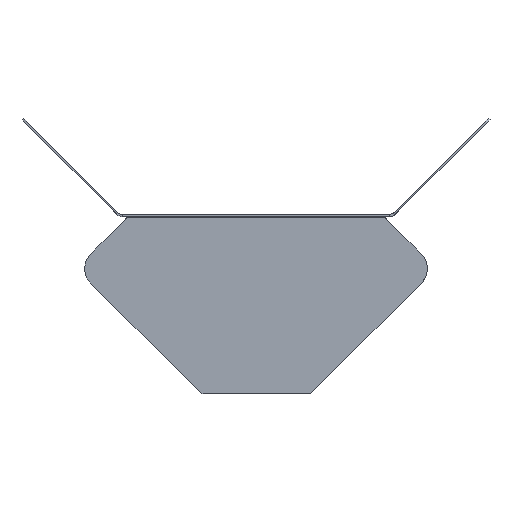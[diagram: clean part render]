
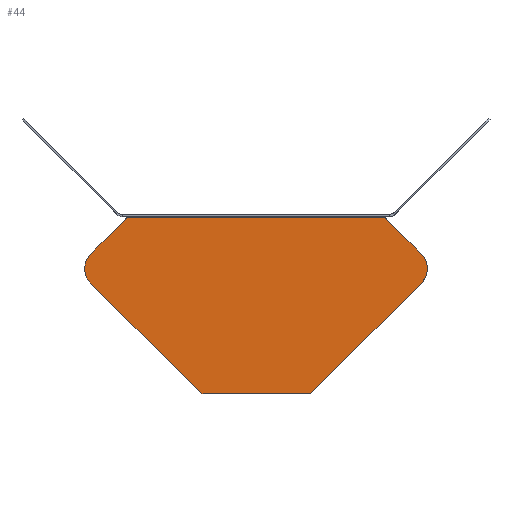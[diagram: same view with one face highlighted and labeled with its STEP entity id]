
A CAD part, top view. The second image highlights one B-rep face of the part: STEP entity #44.
In plain terms, the highlighted planar face has unit normal (0, 0, 1).
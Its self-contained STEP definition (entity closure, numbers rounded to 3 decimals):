
#44=ADVANCED_FACE('',(#95),#771,.T.);
#95=FACE_OUTER_BOUND('',#146,.T.);
#146=EDGE_LOOP('',(#296,#297,#298,#299,#300,#301,#302,#303,#304,#305,#306,
#307,#308));
#296=ORIENTED_EDGE('',*,*,#495,.F.);
#297=ORIENTED_EDGE('',*,*,#489,.T.);
#298=ORIENTED_EDGE('',*,*,#467,.T.);
#299=ORIENTED_EDGE('',*,*,#485,.T.);
#300=ORIENTED_EDGE('',*,*,#517,.F.);
#301=ORIENTED_EDGE('',*,*,#515,.F.);
#302=ORIENTED_EDGE('',*,*,#512,.F.);
#303=ORIENTED_EDGE('',*,*,#509,.F.);
#304=ORIENTED_EDGE('',*,*,#488,.F.);
#305=ORIENTED_EDGE('',*,*,#505,.F.);
#306=ORIENTED_EDGE('',*,*,#502,.F.);
#307=ORIENTED_EDGE('',*,*,#487,.F.);
#308=ORIENTED_EDGE('',*,*,#499,.F.);
#467=EDGE_CURVE('',#694,#695,#612,.T.);
#485=EDGE_CURVE('',#695,#704,#549,.T.);
#487=EDGE_CURVE('',#706,#707,#551,.T.);
#488=EDGE_CURVE('',#712,#711,#626,.T.);
#489=EDGE_CURVE('',#715,#694,#552,.T.);
#495=EDGE_CURVE('',#715,#714,#630,.T.);
#499=EDGE_CURVE('',#714,#706,#556,.T.);
#502=EDGE_CURVE('',#707,#713,#635,.T.);
#505=EDGE_CURVE('',#713,#712,#557,.T.);
#509=EDGE_CURVE('',#711,#710,#559,.T.);
#512=EDGE_CURVE('',#710,#709,#641,.T.);
#515=EDGE_CURVE('',#709,#708,#561,.T.);
#517=EDGE_CURVE('',#708,#704,#644,.T.);
#549=(
BOUNDED_CURVE()
B_SPLINE_CURVE(2,(#1435,#1436,#1437),.UNSPECIFIED.,.F.,.F.)
B_SPLINE_CURVE_WITH_KNOTS((3,3),(0.,1.077),.UNSPECIFIED.)
CURVE()
GEOMETRIC_REPRESENTATION_ITEM()
RATIONAL_B_SPLINE_CURVE((1.,0.964,1.))
REPRESENTATION_ITEM('')
);
#551=(
BOUNDED_CURVE()
B_SPLINE_CURVE(2,(#1441,#1442,#1443),.UNSPECIFIED.,.F.,.F.)
B_SPLINE_CURVE_WITH_KNOTS((3,3),(-11.781,0.),.UNSPECIFIED.)
CURVE()
GEOMETRIC_REPRESENTATION_ITEM()
RATIONAL_B_SPLINE_CURVE((1.,0.924,1.))
REPRESENTATION_ITEM('')
);
#552=(
BOUNDED_CURVE()
B_SPLINE_CURVE(2,(#1446,#1447,#1448),.UNSPECIFIED.,.F.,.F.)
B_SPLINE_CURVE_WITH_KNOTS((3,3),(0.,1.077),.UNSPECIFIED.)
CURVE()
GEOMETRIC_REPRESENTATION_ITEM()
RATIONAL_B_SPLINE_CURVE((1.,0.964,1.))
REPRESENTATION_ITEM('')
);
#556=(
BOUNDED_CURVE()
B_SPLINE_CURVE(2,(#1470,#1471,#1472),.UNSPECIFIED.,.F.,.F.)
B_SPLINE_CURVE_WITH_KNOTS((3,3),(-11.781,0.),.UNSPECIFIED.)
CURVE()
GEOMETRIC_REPRESENTATION_ITEM()
RATIONAL_B_SPLINE_CURVE((1.,0.924,1.))
REPRESENTATION_ITEM('')
);
#557=(
BOUNDED_CURVE()
B_SPLINE_CURVE(2,(#1483,#1484,#1485),.UNSPECIFIED.,.F.,.F.)
B_SPLINE_CURVE_WITH_KNOTS((3,3),(-3.927,0.),.UNSPECIFIED.)
CURVE()
GEOMETRIC_REPRESENTATION_ITEM()
RATIONAL_B_SPLINE_CURVE((1.,0.924,1.))
REPRESENTATION_ITEM('')
);
#559=(
BOUNDED_CURVE()
B_SPLINE_CURVE(2,(#1493,#1494,#1495),.UNSPECIFIED.,.F.,.F.)
B_SPLINE_CURVE_WITH_KNOTS((3,3),(-3.927,0.),.UNSPECIFIED.)
CURVE()
GEOMETRIC_REPRESENTATION_ITEM()
RATIONAL_B_SPLINE_CURVE((1.,0.924,1.))
REPRESENTATION_ITEM('')
);
#561=(
BOUNDED_CURVE()
B_SPLINE_CURVE(2,(#1507,#1508,#1509),.UNSPECIFIED.,.F.,.F.)
B_SPLINE_CURVE_WITH_KNOTS((3,3),(-23.562,0.),.UNSPECIFIED.)
CURVE()
GEOMETRIC_REPRESENTATION_ITEM()
RATIONAL_B_SPLINE_CURVE((1.,0.707,1.))
REPRESENTATION_ITEM('')
);
#612=B_SPLINE_CURVE_WITH_KNOTS('',1,(#1387,#1388),.UNSPECIFIED.,.F.,.F.,
(2,2),(0.,190.121),.UNSPECIFIED.);
#626=B_SPLINE_CURVE_WITH_KNOTS('',1,(#1444,#1445),.UNSPECIFIED.,.F.,.F.,
(2,2),(-75.9,0.),.UNSPECIFIED.);
#630=B_SPLINE_CURVE_WITH_KNOTS('',1,(#1461,#1462),.UNSPECIFIED.,.F.,.F.,
(2,2),(-36.159,0.),.UNSPECIFIED.);
#635=B_SPLINE_CURVE_WITH_KNOTS('',1,(#1477,#1478),.UNSPECIFIED.,.F.,.F.,
(2,2),(-112.668,0.),.UNSPECIFIED.);
#641=B_SPLINE_CURVE_WITH_KNOTS('',1,(#1501,#1502),.UNSPECIFIED.,.F.,.F.,
(2,2),(-112.668,0.),.UNSPECIFIED.);
#644=B_SPLINE_CURVE_WITH_KNOTS('',1,(#1513,#1514),.UNSPECIFIED.,.F.,.F.,
(2,2),(-36.159,0.),.UNSPECIFIED.);
#694=VERTEX_POINT('',#1233);
#695=VERTEX_POINT('',#1234);
#704=VERTEX_POINT('',#1243);
#706=VERTEX_POINT('',#1245);
#707=VERTEX_POINT('',#1246);
#708=VERTEX_POINT('',#1247);
#709=VERTEX_POINT('',#1248);
#710=VERTEX_POINT('',#1249);
#711=VERTEX_POINT('',#1250);
#712=VERTEX_POINT('',#1251);
#713=VERTEX_POINT('',#1252);
#714=VERTEX_POINT('',#1253);
#715=VERTEX_POINT('',#1254);
#771=PLANE('',#825);
#825=AXIS2_PLACEMENT_3D('',#1041,#862,$);
#862=DIRECTION('',(0.,0.,1.));
#1041=CARTESIAN_POINT('',(-157.493,-12.885,0.));
#1233=CARTESIAN_POINT('',(95.061,128.84,0.));
#1234=CARTESIAN_POINT('',(-95.061,128.84,0.));
#1243=CARTESIAN_POINT('',(-95.586,127.914,0.));
#1245=CARTESIAN_POINT('',(125.547,91.739,0.));
#1246=CARTESIAN_POINT('',(121.154,81.133,0.));
#1247=CARTESIAN_POINT('',(-121.154,102.346,0.));
#1248=CARTESIAN_POINT('',(-121.154,81.133,0.));
#1249=CARTESIAN_POINT('',(-41.486,1.464,0.));
#1250=CARTESIAN_POINT('',(-37.95,0.,0.));
#1251=CARTESIAN_POINT('',(37.95,0.,0.));
#1252=CARTESIAN_POINT('',(41.486,1.464,0.));
#1253=CARTESIAN_POINT('',(121.154,102.346,0.));
#1254=CARTESIAN_POINT('',(95.586,127.914,0.));
#1387=CARTESIAN_POINT('',(95.061,128.84,0.));
#1388=CARTESIAN_POINT('',(-95.061,128.84,0.));
#1435=CARTESIAN_POINT('',(-95.061,128.84,0.));
#1436=CARTESIAN_POINT('',(-95.195,128.305,0.));
#1437=CARTESIAN_POINT('',(-95.586,127.914,0.));
#1441=CARTESIAN_POINT('',(125.547,91.739,0.));
#1442=CARTESIAN_POINT('',(125.547,85.526,0.));
#1443=CARTESIAN_POINT('',(121.154,81.133,0.));
#1444=CARTESIAN_POINT('',(37.95,0.,0.));
#1445=CARTESIAN_POINT('',(-37.95,0.,0.));
#1446=CARTESIAN_POINT('',(95.586,127.914,0.));
#1447=CARTESIAN_POINT('',(95.195,128.305,0.));
#1448=CARTESIAN_POINT('',(95.061,128.84,0.));
#1461=CARTESIAN_POINT('',(95.586,127.914,0.));
#1462=CARTESIAN_POINT('',(121.154,102.346,0.));
#1470=CARTESIAN_POINT('',(121.154,102.346,0.));
#1471=CARTESIAN_POINT('',(125.547,97.953,0.));
#1472=CARTESIAN_POINT('',(125.547,91.739,0.));
#1477=CARTESIAN_POINT('',(121.154,81.133,0.));
#1478=CARTESIAN_POINT('',(41.486,1.464,0.));
#1483=CARTESIAN_POINT('',(41.486,1.464,0.));
#1484=CARTESIAN_POINT('',(40.021,0.,0.));
#1485=CARTESIAN_POINT('',(37.95,0.,0.));
#1493=CARTESIAN_POINT('',(-37.95,0.,0.));
#1494=CARTESIAN_POINT('',(-40.021,0.,0.));
#1495=CARTESIAN_POINT('',(-41.486,1.464,0.));
#1501=CARTESIAN_POINT('',(-41.486,1.464,0.));
#1502=CARTESIAN_POINT('',(-121.154,81.133,0.));
#1507=CARTESIAN_POINT('',(-121.154,81.133,0.));
#1508=CARTESIAN_POINT('',(-131.761,91.739,0.));
#1509=CARTESIAN_POINT('',(-121.154,102.346,0.));
#1513=CARTESIAN_POINT('',(-121.154,102.346,0.));
#1514=CARTESIAN_POINT('',(-95.586,127.914,0.));
